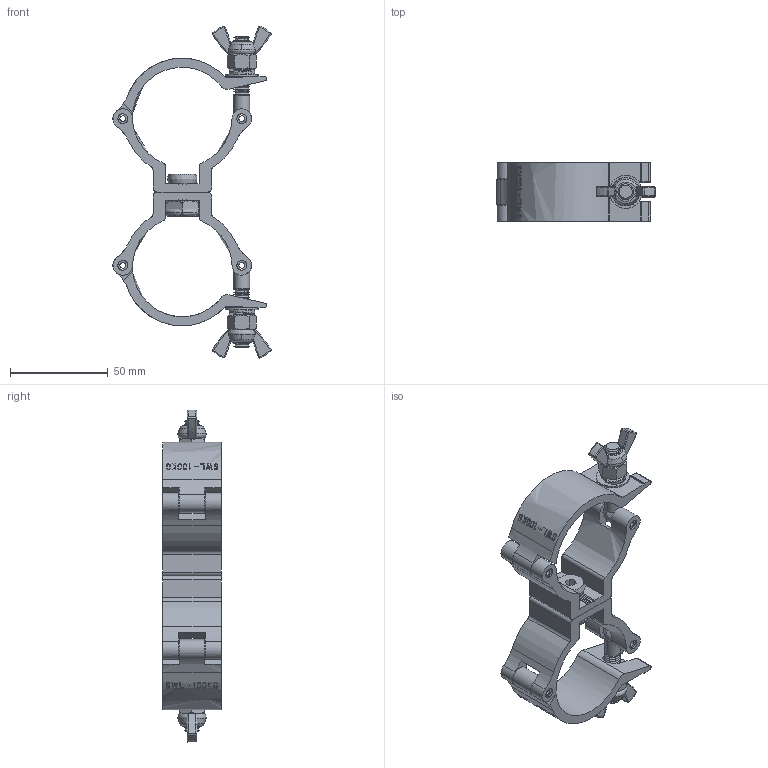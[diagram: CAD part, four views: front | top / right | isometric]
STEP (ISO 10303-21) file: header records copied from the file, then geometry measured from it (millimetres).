
FILE_DESCRIPTION(/* description */ (''),/* implementation_level */ '2;1');
FILE_NAME(/* name */ 'RIB797~1',/* time_stamp */ '2021-11-03T09:48:54+08:00',/* author */ (''),/* organization */ (''),/* preprocessor_version */ 'ST-DEVELOPER v16.5',/* originating_system */ '',/* authorisation */ '');
FILE_SCHEMA (('AUTOMOTIVE_DESIGN'));
Length unit declared in the file: millimetre
Products named in the file (1): Document
Bounding box: 81.14 x 30 x 170.22 mm (x, y, z)
Volume: 68783.7 mm3; surface area: 45629.6 mm2
Topology: 20 solids, 23 shells, 911 faces, 2217 edges, 1363 vertices
Faces by surface type: bspline 598, plane 313
Entity records: 38435 total; most frequent: CARTESIAN_POINT 25103, ORIENTED_EDGE 4407, EDGE_CURVE 2207, VERTEX_POINT 1361, B_SPLINE_CURVE_WITH_KNOTS 1280, EDGE_LOOP 974, ADVANCED_FACE 911, FACE_OUTER_BOUND 911
